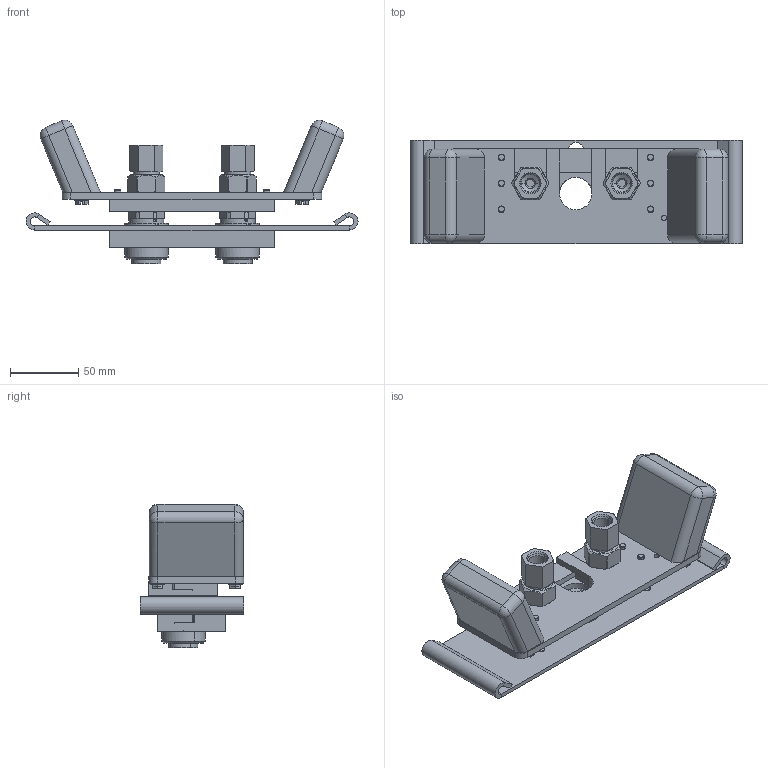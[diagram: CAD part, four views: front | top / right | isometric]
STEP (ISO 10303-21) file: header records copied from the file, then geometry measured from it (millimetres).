
FILE_DESCRIPTION((''),'2;1');
FILE_NAME('ILC56000504','2017-05-04T',('maj'),(''),'PRO/ENGINEER BY PARAMETRIC TECHNOLOGY CORPORATION, 2013320','PRO/ENGINEER BY PARAMETRIC TECHNOLOGY CORPORATION, 2013320','');
FILE_SCHEMA(('AUTOMOTIVE_DESIGN { 1 0 10303 214 1 1 1 1 }'));
Length unit declared in the file: inch
Products named in the file (1): ILC56000504
Bounding box: 243.83 x 76.2 x 105.38 mm (x, y, z)
Volume: 453730.3 mm3; surface area: 144189.2 mm2
Topology: 1 solids, 43 shells, 1046 faces, 2712 edges, 1740 vertices
Faces by surface type: plane 504, cylinder 310, cone 196, torus 28, sphere 8
Entity records: 39291 total; most frequent: CARTESIAN_POINT 8646, DIRECTION 5548, ORIENTED_EDGE 5296, EDGE_CURVE 2704, AXIS2_PLACEMENT_3D 1997, VERTEX_POINT 1740, VECTOR 1554, LINE 1554
